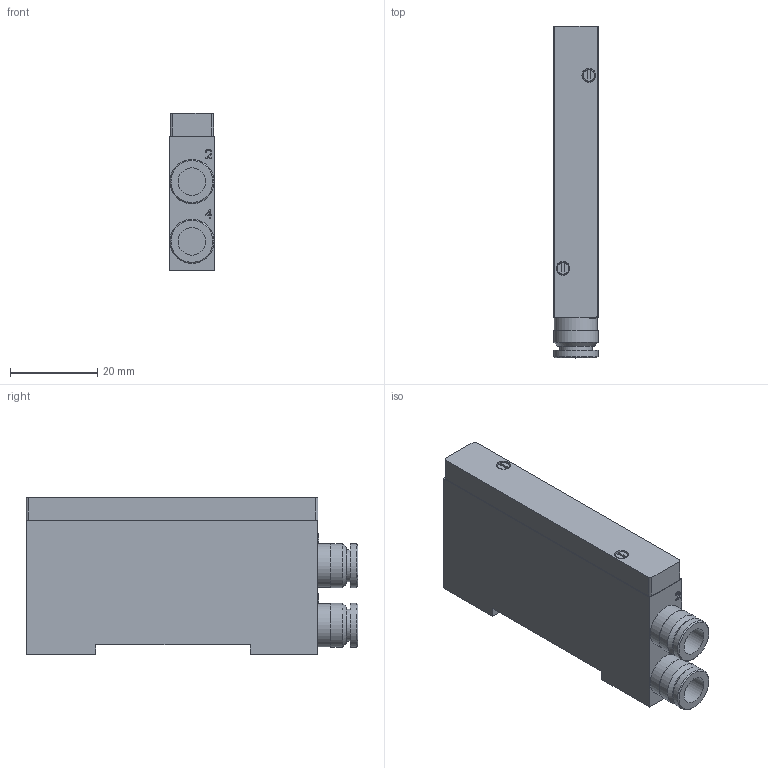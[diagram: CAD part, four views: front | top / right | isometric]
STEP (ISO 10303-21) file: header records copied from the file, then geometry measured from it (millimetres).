
FILE_DESCRIPTION(/* description */ (''),/* implementation_level */ '2;1');
FILE_NAME(/* name */ '02200PZ3OK00000.stp',/* time_stamp */ '2023-05-18T15:54:43-04:00',/* author */ ('esanner'),/* organization */ (''),/* preprocessor_version */ 'ST-DEVELOPER v19',/* originating_system */ 'AutoCAD Mechanical',/* authorisation */ '');
FILE_SCHEMA (('AUTOMOTIVE_DESIGN { 1 0 10303 214 3 1 1 }'));
Length unit declared in the file: millimetre
Products named in the file (1): Product
Bounding box: 10.49 x 76.23 x 36.12 mm (x, y, z)
Volume: 24186.6 mm3; surface area: 11363.1 mm2
Topology: 4 solids, 4 shells, 160 faces, 333 edges, 214 vertices
Faces by surface type: plane 86, cylinder 44, torus 20, cone 10
Full cylindrical faces by diameter (mm): 1.221 x2, 1.956 x1, 2.286 x2, 2.311 x1, 3.048 x2, 3.175 x2, 6.35 x2, 7.29 x2, 7.391 x2, 7.518 x4, 9.525 x4, 9.652 x2, 9.931 x2, 10.058 x2, 10.16 x4
Entity records: 4320 total; most frequent: DIRECTION 799, CARTESIAN_POINT 732, ORIENTED_EDGE 666, EDGE_CURVE 333, AXIS2_PLACEMENT_3D 313, VERTEX_POINT 214, EDGE_LOOP 197, LINE 173
